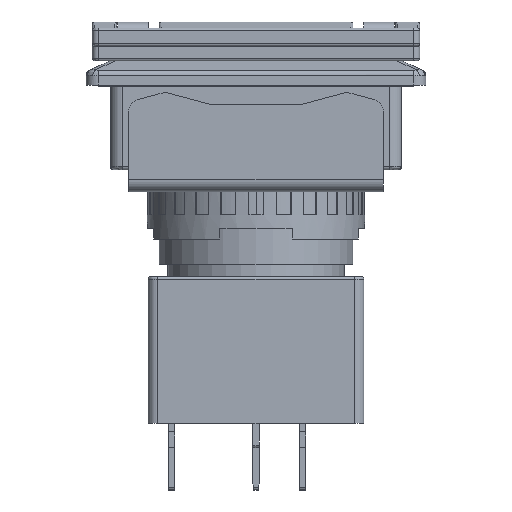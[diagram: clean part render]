
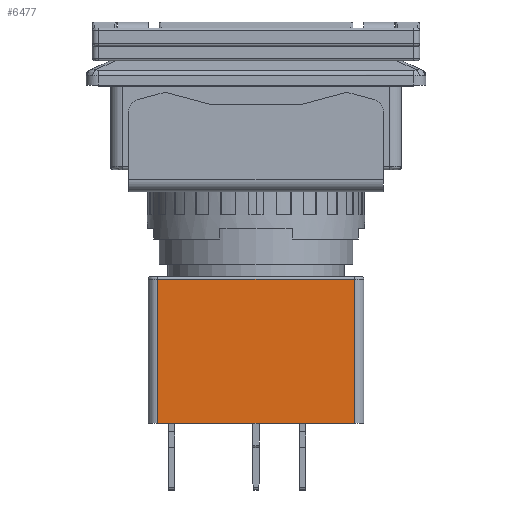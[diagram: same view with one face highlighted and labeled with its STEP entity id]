
A CAD part, front view. The second image highlights one B-rep face of the part: STEP entity #6477.
In plain terms, the highlighted planar face has unit normal (0, -1, 0).
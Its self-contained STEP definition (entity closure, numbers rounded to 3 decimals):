
#145 = DIRECTION ( 'NONE',  ( 1., 0., 0. ) ) ;
#1492 = CARTESIAN_POINT ( 'NONE',  ( 8.1, -8.9, 11.9 ) ) ;
#1501 = ORIENTED_EDGE ( 'NONE', *, *, #15960, .F. ) ;
#2065 = CARTESIAN_POINT ( 'NONE',  ( 8.1, -8.9, 0. ) ) ;
#3277 = VECTOR ( 'NONE', #145, 1000. ) ;
#3439 = VECTOR ( 'NONE', #18753, 1000. ) ;
#4260 = AXIS2_PLACEMENT_3D ( 'NONE', #8709, #15458, #22267 ) ;
#4290 = LINE ( 'NONE', #11178, #18646 ) ;
#4330 = EDGE_CURVE ( 'NONE', #9127, #7479, #6201, .T. ) ;
#4448 = ORIENTED_EDGE ( 'NONE', *, *, #4330, .T. ) ;
#5040 = FACE_OUTER_BOUND ( 'NONE', #20844, .T. ) ;
#5138 = LINE ( 'NONE', #12005, #3439 ) ;
#5701 = ORIENTED_EDGE ( 'NONE', *, *, #15543, .F. ) ;
#5983 = VERTEX_POINT ( 'NONE', #1492 ) ;
#6201 = LINE ( 'NONE', #13054, #7708 ) ;
#6477 = ADVANCED_FACE ( 'NONE', ( #5040 ), #11910, .F. ) ;
#7479 = VERTEX_POINT ( 'NONE', #2065 ) ;
#7708 = VECTOR ( 'NONE', #19805, 1000. ) ;
#8666 = CARTESIAN_POINT ( 'NONE',  ( -8.1, -8.9, 11.9 ) ) ;
#8709 = CARTESIAN_POINT ( 'NONE',  ( -8.1, -8.9, 0. ) ) ;
#8925 = LINE ( 'NONE', #15677, #3277 ) ;
#9127 = VERTEX_POINT ( 'NONE', #11530 ) ;
#10298 = EDGE_CURVE ( 'NONE', #5983, #7479, #5138, .T. ) ;
#11114 = ORIENTED_EDGE ( 'NONE', *, *, #10298, .F. ) ;
#11178 = CARTESIAN_POINT ( 'NONE',  ( -8.1, -8.9, 5.95 ) ) ;
#11530 = CARTESIAN_POINT ( 'NONE',  ( -8.1, -8.9, 0. ) ) ;
#11910 = PLANE ( 'NONE',  #4260 ) ;
#12005 = CARTESIAN_POINT ( 'NONE',  ( 8.1, -8.9, 5.95 ) ) ;
#13054 = CARTESIAN_POINT ( 'NONE',  ( 0., -8.9, 0. ) ) ;
#13353 = VERTEX_POINT ( 'NONE', #8666 ) ;
#15458 = DIRECTION ( 'NONE',  ( 0., 1., 0. ) ) ;
#15543 = EDGE_CURVE ( 'NONE', #13353, #5983, #8925, .T. ) ;
#15677 = CARTESIAN_POINT ( 'NONE',  ( 0., -8.9, 11.9 ) ) ;
#15960 = EDGE_CURVE ( 'NONE', #9127, #13353, #4290, .T. ) ;
#17928 = DIRECTION ( 'NONE',  ( 0., 0., 1. ) ) ;
#18646 = VECTOR ( 'NONE', #17928, 1000. ) ;
#18753 = DIRECTION ( 'NONE',  ( 0., 0., -1. ) ) ;
#19805 = DIRECTION ( 'NONE',  ( 1., 0., 0. ) ) ;
#20844 = EDGE_LOOP ( 'NONE', ( #5701, #1501, #4448, #11114 ) ) ;
#22267 = DIRECTION ( 'NONE',  ( 0., 0., 1. ) ) ;
